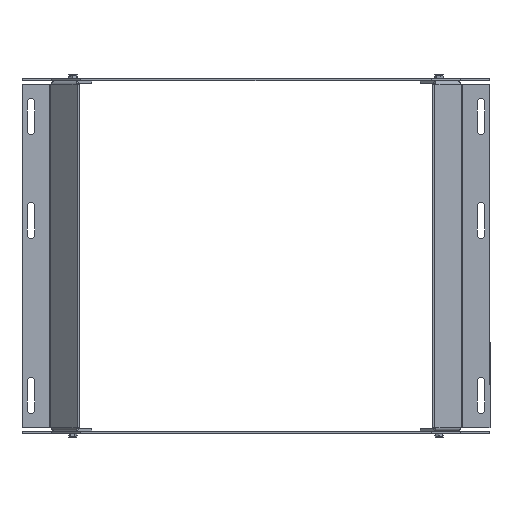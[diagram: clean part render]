
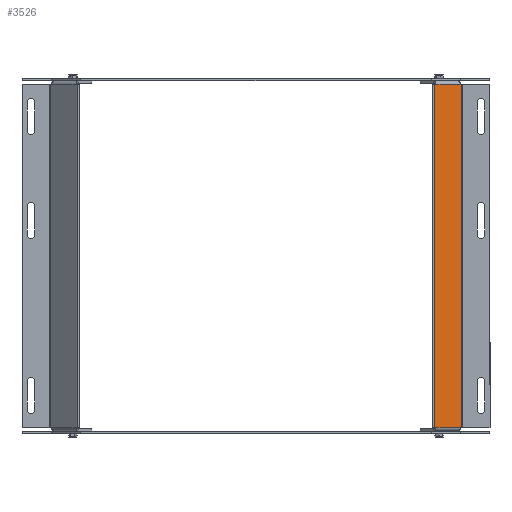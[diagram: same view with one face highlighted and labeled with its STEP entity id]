
A CAD part, front view. The second image highlights one B-rep face of the part: STEP entity #3526.
In plain terms, the highlighted face is planar.
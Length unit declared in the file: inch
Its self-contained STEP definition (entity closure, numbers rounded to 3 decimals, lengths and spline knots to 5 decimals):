
#283=PLANE('',#3808);
#430=FACE_OUTER_BOUND('',#673,.T.);
#673=EDGE_LOOP('',(#2841,#2842,#2843,#2844,#2845,#2846,#2847,#2848,#2849,
#2850,#2851,#2852));
#990=LINE('',#5519,#1282);
#1006=LINE('',#5560,#1298);
#1007=LINE('',#5563,#1299);
#1008=LINE('',#5565,#1300);
#1009=LINE('',#5567,#1301);
#1010=LINE('',#5569,#1302);
#1011=LINE('',#5570,#1303);
#1012=LINE('',#5572,#1304);
#1013=LINE('',#5574,#1305);
#1014=LINE('',#5576,#1306);
#1015=LINE('',#5578,#1307);
#1016=LINE('',#5579,#1308);
#1282=VECTOR('',#4496,11.7891);
#1298=VECTOR('',#4538,11.7891);
#1299=VECTOR('',#4541,0.05015);
#1300=VECTOR('',#4542,0.0002);
#1301=VECTOR('',#4543,1.1875);
#1302=VECTOR('',#4544,0.0002);
#1303=VECTOR('',#4545,0.05015);
#1304=VECTOR('',#4546,0.05015);
#1305=VECTOR('',#4547,0.0002);
#1306=VECTOR('',#4548,1.1875);
#1307=VECTOR('',#4549,0.0002);
#1308=VECTOR('',#4550,0.05015);
#1708=VERTEX_POINT('',#5504);
#1709=VERTEX_POINT('',#5508);
#1720=VERTEX_POINT('',#5545);
#1721=VERTEX_POINT('',#5549);
#1723=VERTEX_POINT('',#5562);
#1724=VERTEX_POINT('',#5564);
#1725=VERTEX_POINT('',#5566);
#1726=VERTEX_POINT('',#5568);
#1727=VERTEX_POINT('',#5571);
#1728=VERTEX_POINT('',#5573);
#1729=VERTEX_POINT('',#5575);
#1730=VERTEX_POINT('',#5577);
#2100=EDGE_CURVE('',#1708,#1709,#990,.T.);
#2120=EDGE_CURVE('',#1720,#1721,#1006,.T.);
#2121=EDGE_CURVE('',#1709,#1723,#1007,.T.);
#2122=EDGE_CURVE('',#1723,#1724,#1008,.T.);
#2123=EDGE_CURVE('',#1724,#1725,#1009,.T.);
#2124=EDGE_CURVE('',#1725,#1726,#1010,.T.);
#2125=EDGE_CURVE('',#1726,#1720,#1011,.T.);
#2126=EDGE_CURVE('',#1721,#1727,#1012,.T.);
#2127=EDGE_CURVE('',#1727,#1728,#1013,.T.);
#2128=EDGE_CURVE('',#1728,#1729,#1014,.T.);
#2129=EDGE_CURVE('',#1729,#1730,#1015,.T.);
#2130=EDGE_CURVE('',#1730,#1708,#1016,.T.);
#2841=ORIENTED_EDGE('',*,*,#2100,.T.);
#2842=ORIENTED_EDGE('',*,*,#2121,.T.);
#2843=ORIENTED_EDGE('',*,*,#2122,.T.);
#2844=ORIENTED_EDGE('',*,*,#2123,.T.);
#2845=ORIENTED_EDGE('',*,*,#2124,.T.);
#2846=ORIENTED_EDGE('',*,*,#2125,.T.);
#2847=ORIENTED_EDGE('',*,*,#2120,.T.);
#2848=ORIENTED_EDGE('',*,*,#2126,.T.);
#2849=ORIENTED_EDGE('',*,*,#2127,.T.);
#2850=ORIENTED_EDGE('',*,*,#2128,.T.);
#2851=ORIENTED_EDGE('',*,*,#2129,.T.);
#2852=ORIENTED_EDGE('',*,*,#2130,.T.);
#3526=ADVANCED_FACE('',(#430),#283,.T.);
#3808=AXIS2_PLACEMENT_3D('',#5561,#4539,#4540);
#4496=DIRECTION('',(0.,-1.,0.));
#4538=DIRECTION('',(0.,1.,0.));
#4539=DIRECTION('center_axis',(0.,0.,1.));
#4540=DIRECTION('ref_axis',(1.,0.,0.));
#4541=DIRECTION('',(1.,0.,0.));
#4542=DIRECTION('',(0.,-1.,0.));
#4543=DIRECTION('',(1.,0.,0.));
#4544=DIRECTION('',(0.,1.,0.));
#4545=DIRECTION('',(1.,0.,0.));
#4546=DIRECTION('',(-1.,0.,0.));
#4547=DIRECTION('',(0.,1.,0.));
#4548=DIRECTION('',(-1.,0.,0.));
#4549=DIRECTION('',(0.,-1.,0.));
#4550=DIRECTION('',(-1.,0.,0.));
#5504=CARTESIAN_POINT('',(-0.6439,5.89455,0.074));
#5508=CARTESIAN_POINT('',(-0.6439,-5.89455,0.074));
#5519=CARTESIAN_POINT('',(-0.6439,-2.94728,0.074));
#5545=CARTESIAN_POINT('',(0.6439,-5.89455,0.074));
#5549=CARTESIAN_POINT('',(0.6439,5.89455,0.074));
#5560=CARTESIAN_POINT('',(0.6439,2.94728,0.074));
#5561=CARTESIAN_POINT('Origin',(0.,0.,
0.074));
#5562=CARTESIAN_POINT('',(-0.59375,-5.89455,0.074));
#5563=CARTESIAN_POINT('',(-0.34375,-5.89455,0.074));
#5564=CARTESIAN_POINT('',(-0.59375,-5.89475,0.074));
#5565=CARTESIAN_POINT('',(-0.59375,-2.94728,0.074));
#5566=CARTESIAN_POINT('',(0.59375,-5.89475,0.074));
#5567=CARTESIAN_POINT('',(-0.34375,-5.89475,0.074));
#5568=CARTESIAN_POINT('',(0.59375,-5.89455,0.074));
#5569=CARTESIAN_POINT('',(0.59375,-2.963,0.074));
#5570=CARTESIAN_POINT('',(0.29688,-5.89455,0.074));
#5571=CARTESIAN_POINT('',(0.59375,5.89455,0.074));
#5572=CARTESIAN_POINT('',(0.34375,5.89455,0.074));
#5573=CARTESIAN_POINT('',(0.59375,5.89475,0.074));
#5574=CARTESIAN_POINT('',(0.59375,2.94728,0.074));
#5575=CARTESIAN_POINT('',(-0.59375,5.89475,0.074));
#5576=CARTESIAN_POINT('',(0.34375,5.89475,0.074));
#5577=CARTESIAN_POINT('',(-0.59375,5.89455,0.074));
#5578=CARTESIAN_POINT('',(-0.59375,2.963,0.074));
#5579=CARTESIAN_POINT('',(-0.29688,5.89455,0.074));
